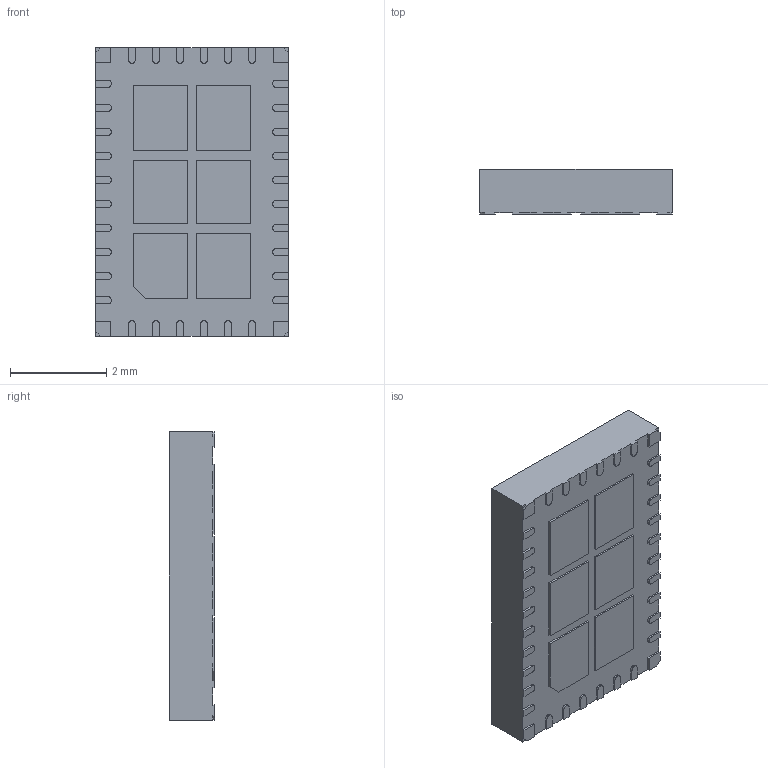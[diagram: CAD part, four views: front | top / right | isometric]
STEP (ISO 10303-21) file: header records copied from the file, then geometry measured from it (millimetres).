
FILE_DESCRIPTION (( 'STEP AP214' ), '1' );
FILE_NAME ('User Library-LQFN32.STEP', '2018-07-11T18:23:26', ( '' ), ( '' ), 'SwSTEP 2.0', 'SolidWorks 2018', '' );
FILE_SCHEMA (( 'AUTOMOTIVE_DESIGN' ));
Length unit declared in the file: millimetre
Products named in the file (1): User Library-LQFN32
Bounding box: 4 x 0.94 x 6 mm (x, y, z)
Volume: 22 mm3; surface area: 68.6 mm2
Topology: 1 solids, 1 shells, 194 faces, 555 edges, 370 vertices
Faces by surface type: plane 154, cylinder 40
Entity records: 6456 total; most frequent: CARTESIAN_POINT 1120, ORIENTED_EDGE 1110, DIRECTION 1025, EDGE_CURVE 555, LINE 475, VECTOR 475, VERTEX_POINT 370, AXIS2_PLACEMENT_3D 275
